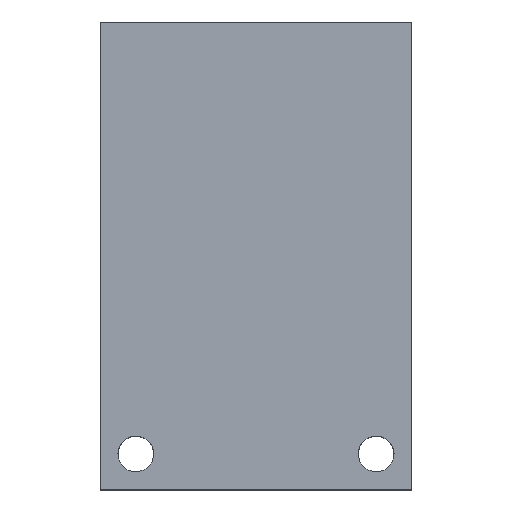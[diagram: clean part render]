
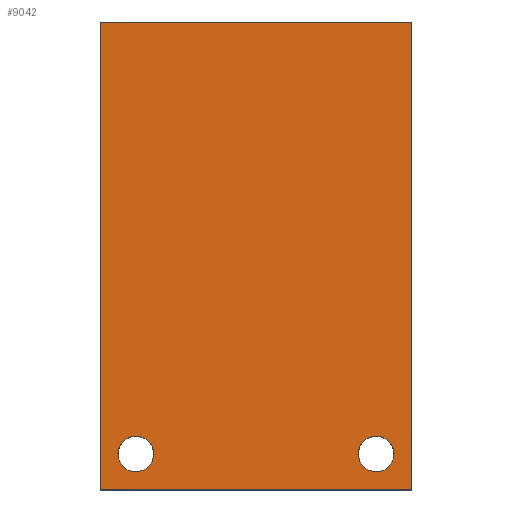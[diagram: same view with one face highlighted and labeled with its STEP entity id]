
A CAD part, top view. The second image highlights one B-rep face of the part: STEP entity #9042.
In plain terms, the highlighted planar face has unit normal (0, 0, 1).
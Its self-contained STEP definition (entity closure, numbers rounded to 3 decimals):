
#543=FACE_BOUND('',#2149,.T.);
#544=FACE_BOUND('',#2150,.T.);
#805=PLANE('',#9445);
#1653=FACE_OUTER_BOUND('',#2148,.T.);
#2148=EDGE_LOOP('',(#8560,#8561,#8562,#8563));
#2149=EDGE_LOOP('',(#8564,#8565));
#2150=EDGE_LOOP('',(#8566,#8567));
#2535=LINE('',#11996,#3391);
#3004=LINE('',#15707,#3860);
#3007=LINE('',#15711,#3863);
#3009=LINE('',#15715,#3865);
#3391=VECTOR('',#10102,10.);
#3860=VECTOR('',#11065,10.);
#3863=VECTOR('',#11070,10.);
#3865=VECTOR('',#11076,10.);
#3949=CIRCLE('',#9434,4.369);
#3950=CIRCLE('',#9435,4.369);
#3952=CIRCLE('',#9438,4.369);
#3953=CIRCLE('',#9439,4.369);
#4222=VERTEX_POINT('',#11993);
#4223=VERTEX_POINT('',#11995);
#4790=VERTEX_POINT('',#15685);
#4791=VERTEX_POINT('',#15686);
#4793=VERTEX_POINT('',#15693);
#4794=VERTEX_POINT('',#15694);
#4798=VERTEX_POINT('',#15704);
#4799=VERTEX_POINT('',#15706);
#5198=EDGE_CURVE('',#4223,#4222,#2535,.T.);
#6042=EDGE_CURVE('',#4790,#4791,#3949,.T.);
#6043=EDGE_CURVE('',#4791,#4790,#3950,.T.);
#6046=EDGE_CURVE('',#4793,#4794,#3952,.T.);
#6047=EDGE_CURVE('',#4794,#4793,#3953,.T.);
#6052=EDGE_CURVE('',#4799,#4798,#3004,.T.);
#6055=EDGE_CURVE('',#4222,#4799,#3007,.T.);
#6057=EDGE_CURVE('',#4798,#4223,#3009,.T.);
#8560=ORIENTED_EDGE('',*,*,#6057,.T.);
#8561=ORIENTED_EDGE('',*,*,#5198,.T.);
#8562=ORIENTED_EDGE('',*,*,#6055,.T.);
#8563=ORIENTED_EDGE('',*,*,#6052,.T.);
#8564=ORIENTED_EDGE('',*,*,#6042,.T.);
#8565=ORIENTED_EDGE('',*,*,#6043,.T.);
#8566=ORIENTED_EDGE('',*,*,#6046,.T.);
#8567=ORIENTED_EDGE('',*,*,#6047,.T.);
#9042=ADVANCED_FACE('',(#1653,#543,#544),#805,.T.);
#9434=AXIS2_PLACEMENT_3D('',#15687,#11045,#11046);
#9435=AXIS2_PLACEMENT_3D('',#15688,#11047,#11048);
#9438=AXIS2_PLACEMENT_3D('',#15695,#11054,#11055);
#9439=AXIS2_PLACEMENT_3D('',#15696,#11056,#11057);
#9445=AXIS2_PLACEMENT_3D('',#15716,#11077,#11078);
#10102=DIRECTION('',(0.,1.,0.));
#11045=DIRECTION('center_axis',(0.,0.,-1.));
#11046=DIRECTION('ref_axis',(1.,0.,0.));
#11047=DIRECTION('center_axis',(0.,0.,-1.));
#11048=DIRECTION('ref_axis',(1.,0.,0.));
#11054=DIRECTION('center_axis',(0.,0.,-1.));
#11055=DIRECTION('ref_axis',(1.,0.,0.));
#11056=DIRECTION('center_axis',(0.,0.,-1.));
#11057=DIRECTION('ref_axis',(1.,0.,0.));
#11065=DIRECTION('',(0.,-1.,0.));
#11070=DIRECTION('',(-1.,0.,0.));
#11076=DIRECTION('',(1.,0.,0.));
#11077=DIRECTION('center_axis',(0.,0.,1.));
#11078=DIRECTION('ref_axis',(1.,0.,0.));
#11993=CARTESIAN_POINT('',(76.2,114.3,50.8));
#11995=CARTESIAN_POINT('',(76.2,0.,50.8));
#11996=CARTESIAN_POINT('',(76.2,0.,50.8));
#15685=CARTESIAN_POINT('',(13.106,8.738,50.8));
#15686=CARTESIAN_POINT('',(4.369,8.738,50.8));
#15687=CARTESIAN_POINT('Origin',(8.738,8.738,50.8));
#15688=CARTESIAN_POINT('Origin',(8.738,8.738,50.8));
#15693=CARTESIAN_POINT('',(71.831,8.738,50.8));
#15694=CARTESIAN_POINT('',(63.094,8.738,50.8));
#15695=CARTESIAN_POINT('Origin',(67.462,8.738,50.8));
#15696=CARTESIAN_POINT('Origin',(67.462,8.738,50.8));
#15704=CARTESIAN_POINT('',(0.,0.,50.8));
#15706=CARTESIAN_POINT('',(0.,114.3,50.8));
#15707=CARTESIAN_POINT('',(0.,114.3,50.8));
#15711=CARTESIAN_POINT('',(76.2,114.3,50.8));
#15715=CARTESIAN_POINT('',(0.,0.,50.8));
#15716=CARTESIAN_POINT('Origin',(38.1,57.15,50.8));
